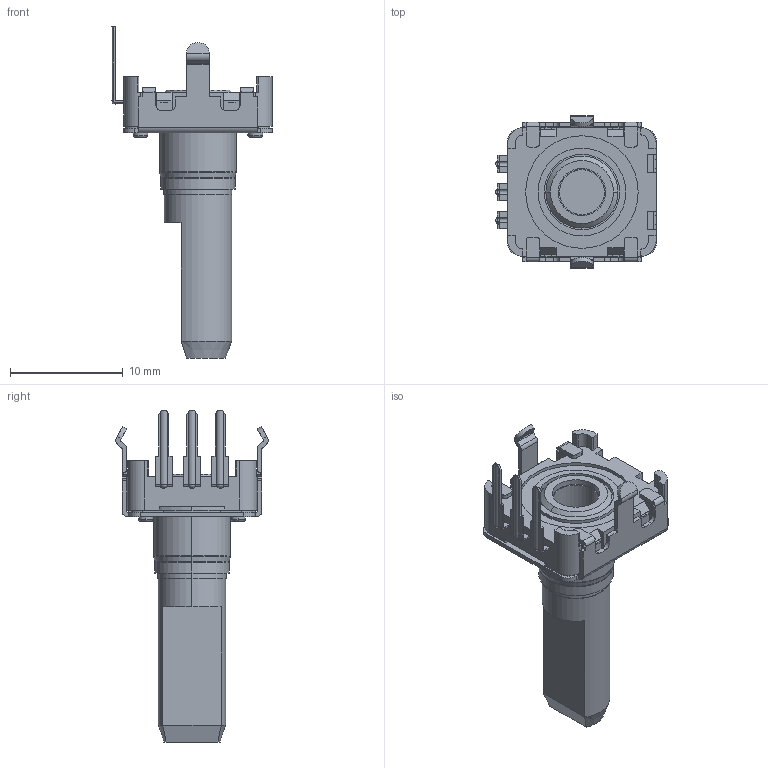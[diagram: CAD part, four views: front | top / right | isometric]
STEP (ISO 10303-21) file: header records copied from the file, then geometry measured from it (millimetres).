
FILE_DESCRIPTION((''),'2;1');
FILE_NAME('12EN5H24B_SW0001','2020-07-11T',('ro0012'),(''),'PRO/ENGINEER BY PARAMETRIC TECHNOLOGY CORPORATION, 2012480','PRO/ENGINEER BY PARAMETRIC TECHNOLOGY CORPORATION, 2012480','');
FILE_SCHEMA(('CONFIG_CONTROL_DESIGN'));
Length unit declared in the file: millimetre
Products named in the file (1): 12EN5H24B_SW0001
Bounding box: 14.25 x 13.54 x 29.5 mm (x, y, z)
Volume: 919.4 mm3; surface area: 1819.9 mm2
Topology: 1 solids, 2 shells, 614 faces, 1758 edges, 1142 vertices
Faces by surface type: plane 359, cylinder 226, torus 14, cone 9, bspline 6
Entity records: 20226 total; most frequent: CARTESIAN_POINT 3703, ORIENTED_EDGE 3504, DIRECTION 3497, EDGE_CURVE 1752, AXIS2_PLACEMENT_3D 1175, VECTOR 1147, LINE 1147, VERTEX_POINT 1142
